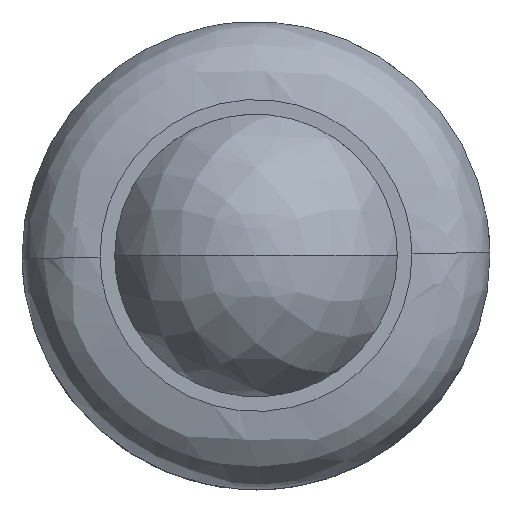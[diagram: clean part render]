
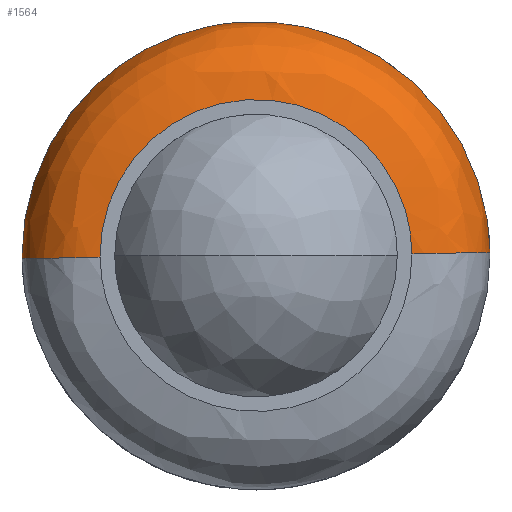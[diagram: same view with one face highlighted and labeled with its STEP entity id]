
A CAD part, top view. The second image highlights one B-rep face of the part: STEP entity #1564.
In plain terms, the highlighted free-form (B-spline) face has degree [2, 2] with [7, 3] control points.
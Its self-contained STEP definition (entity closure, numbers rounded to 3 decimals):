
#1358=CARTESIAN_POINT('',(-7.999,-0.101,12.0));
#1359=VERTEX_POINT('',#1358);
#1360=CARTESIAN_POINT('',(-8.0,0.0,12.0));
#1361=VERTEX_POINT('',#1360);
#1362=CARTESIAN_POINT('',(-7.999,-0.101,12.));
#1363=CARTESIAN_POINT('',(-8.,-0.05,12.0));
#1364=CARTESIAN_POINT('',(-8.0,0.0,12.0));
#1372=(BOUNDED_CURVE()B_SPLINE_CURVE(2,(#1362,#1363,#1364),.UNSPECIFIED.,.F.,.U.)B_SPLINE_CURVE_WITH_KNOTS((3,3),(0.998,1.0),.UNSPECIFIED.)CURVE()GEOMETRIC_REPRESENTATION_ITEM()RATIONAL_B_SPLINE_CURVE((0.995,0.997,1.0))REPRESENTATION_ITEM(''));
#1373=EDGE_CURVE('',#1359,#1361,#1372,.T.);
#1404=CARTESIAN_POINT('',(7.999,0.101,12.0));
#1405=VERTEX_POINT('',#1404);
#1419=CARTESIAN_POINT('',(-8.0,0.0,12.0));
#1420=CARTESIAN_POINT('',(-8.,0.505,12.0));
#1421=CARTESIAN_POINT('',(-7.916,1.385,12.));
#1422=CARTESIAN_POINT('',(-7.631,2.459,12.));
#1423=CARTESIAN_POINT('',(-7.275,3.37,12.));
#1424=CARTESIAN_POINT('',(-6.794,4.281,12.));
#1425=CARTESIAN_POINT('',(-5.988,5.373,12.));
#1426=CARTESIAN_POINT('',(-4.995,6.301,12.));
#1427=CARTESIAN_POINT('',(-3.886,7.024,12.));
#1428=CARTESIAN_POINT('',(-2.967,7.45,12.));
#1429=CARTESIAN_POINT('',(-2.037,7.753,12.));
#1430=CARTESIAN_POINT('',(-1.109,7.946,12.));
#1431=CARTESIAN_POINT('',(-0.05,8.024,12.0));
#1432=CARTESIAN_POINT('',(0.944,7.963,12.));
#1433=CARTESIAN_POINT('',(1.923,7.785,12.));
#1434=CARTESIAN_POINT('',(2.938,7.472,12.));
#1435=CARTESIAN_POINT('',(3.852,7.035,12.));
#1436=CARTESIAN_POINT('',(4.719,6.482,12.));
#1437=CARTESIAN_POINT('',(5.493,5.854,12.));
#1438=CARTESIAN_POINT('',(6.302,4.978,12.));
#1439=CARTESIAN_POINT('',(6.997,3.948,12.));
#1440=CARTESIAN_POINT('',(7.568,2.717,12.));
#1441=CARTESIAN_POINT('',(7.913,1.42,12.));
#1442=CARTESIAN_POINT('',(7.994,0.508,12.));
#1443=CARTESIAN_POINT('',(7.999,0.101,12.0));
#1444=B_SPLINE_CURVE_WITH_KNOTS('',3,(#1419,#1420,#1421,#1422,#1423,#1424,#1425,#1426,#1427,#1428,#1429,#1430,#1431,#1432,#1433,#1434,#1435,#1436,#1437,#1438,#1439,#1440,#1441,#1442,#1443),.UNSPECIFIED.,.F.,.U.,(4,1,1,1,1,1,1,1,1,1,1,1,1,1,1,1,1,1,1,1,1,1,4),(0.,1.516,2.64,3.325,4.449,5.72,7.383,8.507,9.68,10.414,11.441,12.516,13.592,14.423,15.498,16.77,17.454,18.579,19.752,21.023,22.294,23.81,25.032),.UNSPECIFIED.);
#1445=EDGE_CURVE('',#1361,#1405,#1444,.T.);
#1456=CARTESIAN_POINT('',(-7.719,-0.313,11.99));
#1457=CARTESIAN_POINT('',(-7.72,-0.206,11.99));
#1458=CARTESIAN_POINT('',(-7.818,7.624,11.99));
#1459=CARTESIAN_POINT('',(-0.097,7.721,11.99));
#1460=CARTESIAN_POINT('',(7.624,7.818,11.99));
#1461=CARTESIAN_POINT('',(7.723,-0.012,11.99));
#1462=CARTESIAN_POINT('',(7.724,-0.119,11.99));
#1463=CARTESIAN_POINT('',(-12.305,-0.499,12.31));
#1464=CARTESIAN_POINT('',(-12.307,-0.328,12.31));
#1465=CARTESIAN_POINT('',(-12.464,12.154,12.31));
#1466=CARTESIAN_POINT('',(-0.155,12.309,12.31));
#1467=CARTESIAN_POINT('',(12.154,12.464,12.31));
#1468=CARTESIAN_POINT('',(12.311,-0.018,12.31));
#1469=CARTESIAN_POINT('',(12.314,-0.189,12.31));
#1470=CARTESIAN_POINT('',(-11.985,-0.486,7.722));
#1471=CARTESIAN_POINT('',(-11.987,-0.319,7.722));
#1472=CARTESIAN_POINT('',(-12.14,11.839,7.722));
#1473=CARTESIAN_POINT('',(-0.151,11.989,7.722));
#1474=CARTESIAN_POINT('',(11.839,12.14,7.722));
#1475=CARTESIAN_POINT('',(11.991,-0.018,7.722));
#1476=CARTESIAN_POINT('',(11.994,-0.185,7.722));
#1484=(BOUNDED_SURFACE()B_SPLINE_SURFACE(2,2,((#1456,#1463,#1470),(#1457,#1464,#1471),(#1458,#1465,#1472),(#1459,#1466,#1473),(#1460,#1467,#1474),(#1461,#1468,#1475),(#1462,#1469,#1476)),.UNSPECIFIED.,.F.,.F.,.U.)B_SPLINE_SURFACE_WITH_KNOTS((3,1,2,1,3),(3,3),(0.0,0.397,20.264,40.13,40.527),(0.0,7.291),.UNSPECIFIED.)GEOMETRIC_REPRESENTATION_ITEM()RATIONAL_B_SPLINE_SURFACE(((0.927,0.608,0.927),(0.922,0.605,0.922),(0.648,0.425,0.648),(0.916,0.601,0.916),(0.648,0.425,0.648),(0.922,0.605,0.922),(0.927,0.608,0.927)))REPRESENTATION_ITEM('')SURFACE());
#1485=ORIENTED_EDGE('',*,*,#1373,.T.);
#1486=ORIENTED_EDGE('',*,*,#1445,.T.);
#1487=CARTESIAN_POINT('',(11.999,0.151,8.));
#1488=VERTEX_POINT('',#1487);
#1489=CARTESIAN_POINT('',(7.999,0.101,12.));
#1490=CARTESIAN_POINT('',(11.999,0.151,12.));
#1491=CARTESIAN_POINT('',(11.999,0.151,8.));
#1499=(BOUNDED_CURVE()B_SPLINE_CURVE(2,(#1489,#1490,#1491),.UNSPECIFIED.,.F.,.U.)B_SPLINE_CURVE_WITH_KNOTS((3,3),(-1.735,-0.265),.UNSPECIFIED.)CURVE()GEOMETRIC_REPRESENTATION_ITEM()RATIONAL_B_SPLINE_CURVE((0.889,0.629,0.889))REPRESENTATION_ITEM(''));
#1500=EDGE_CURVE('',#1405,#1488,#1499,.T.);
#1501=ORIENTED_EDGE('',*,*,#1500,.T.);
#1502=CARTESIAN_POINT('',(-0.941,11.963,8.));
#1503=VERTEX_POINT('',#1502);
#1504=CARTESIAN_POINT('',(-0.941,11.963,8.));
#1505=CARTESIAN_POINT('',(-0.471,12.,8.));
#1506=CARTESIAN_POINT('',(0.,12.,8.));
#1507=CARTESIAN_POINT('',(11.85,12.,8.));
#1508=CARTESIAN_POINT('',(11.999,0.151,8.));
#1516=(BOUNDED_CURVE()B_SPLINE_CURVE(2,(#1504,#1505,#1506,#1507,#1508),.UNSPECIFIED.,.F.,.U.)B_SPLINE_CURVE_WITH_KNOTS((3,2,3),(0.236,0.25,0.498),.UNSPECIFIED.)CURVE()GEOMETRIC_REPRESENTATION_ITEM()RATIONAL_B_SPLINE_CURVE((0.97,0.984,1.0,0.71,0.995))REPRESENTATION_ITEM(''));
#1517=EDGE_CURVE('',#1503,#1488,#1516,.T.);
#1518=ORIENTED_EDGE('',*,*,#1517,.F.);
#1519=CARTESIAN_POINT('',(-12.0,0.0,8.0));
#1520=VERTEX_POINT('',#1519);
#1521=CARTESIAN_POINT('',(-12.0,0.0,8.0));
#1522=CARTESIAN_POINT('',(-12.,11.093,8.));
#1523=CARTESIAN_POINT('',(-0.941,11.963,8.));
#1531=(BOUNDED_CURVE()B_SPLINE_CURVE(2,(#1521,#1522,#1523),.UNSPECIFIED.,.F.,.U.)B_SPLINE_CURVE_WITH_KNOTS((3,3),(0.0,0.236),.UNSPECIFIED.)CURVE()GEOMETRIC_REPRESENTATION_ITEM()RATIONAL_B_SPLINE_CURVE((1.0,0.723,0.97))REPRESENTATION_ITEM(''));
#1532=EDGE_CURVE('',#1520,#1503,#1531,.T.);
#1533=ORIENTED_EDGE('',*,*,#1532,.F.);
#1534=CARTESIAN_POINT('',(-11.999,-0.151,8.));
#1535=VERTEX_POINT('',#1534);
#1536=CARTESIAN_POINT('',(-11.999,-0.151,8.));
#1537=CARTESIAN_POINT('',(-12.,-0.075,8.));
#1538=CARTESIAN_POINT('',(-12.0,0.0,8.0));
#1546=(BOUNDED_CURVE()B_SPLINE_CURVE(2,(#1536,#1537,#1538),.UNSPECIFIED.,.F.,.U.)B_SPLINE_CURVE_WITH_KNOTS((3,3),(0.998,1.0),.UNSPECIFIED.)CURVE()GEOMETRIC_REPRESENTATION_ITEM()RATIONAL_B_SPLINE_CURVE((0.995,0.997,1.0))REPRESENTATION_ITEM(''));
#1547=EDGE_CURVE('',#1535,#1520,#1546,.T.);
#1548=ORIENTED_EDGE('',*,*,#1547,.F.);
#1549=CARTESIAN_POINT('',(-7.999,-0.101,12.));
#1550=CARTESIAN_POINT('',(-11.999,-0.151,12.));
#1551=CARTESIAN_POINT('',(-11.999,-0.151,8.));
#1559=(BOUNDED_CURVE()B_SPLINE_CURVE(2,(#1549,#1550,#1551),.UNSPECIFIED.,.F.,.U.)B_SPLINE_CURVE_WITH_KNOTS((3,3),(-1.735,-0.265),.UNSPECIFIED.)CURVE()GEOMETRIC_REPRESENTATION_ITEM()RATIONAL_B_SPLINE_CURVE((0.889,0.629,0.889))REPRESENTATION_ITEM(''));
#1560=EDGE_CURVE('',#1359,#1535,#1559,.T.);
#1561=ORIENTED_EDGE('',*,*,#1560,.F.);
#1562=EDGE_LOOP('',(#1485,#1486,#1501,#1518,#1533,#1548,#1561));
#1563=FACE_OUTER_BOUND('',#1562,.T.);
#1564=ADVANCED_FACE('',(#1563),#1484,.T.);
